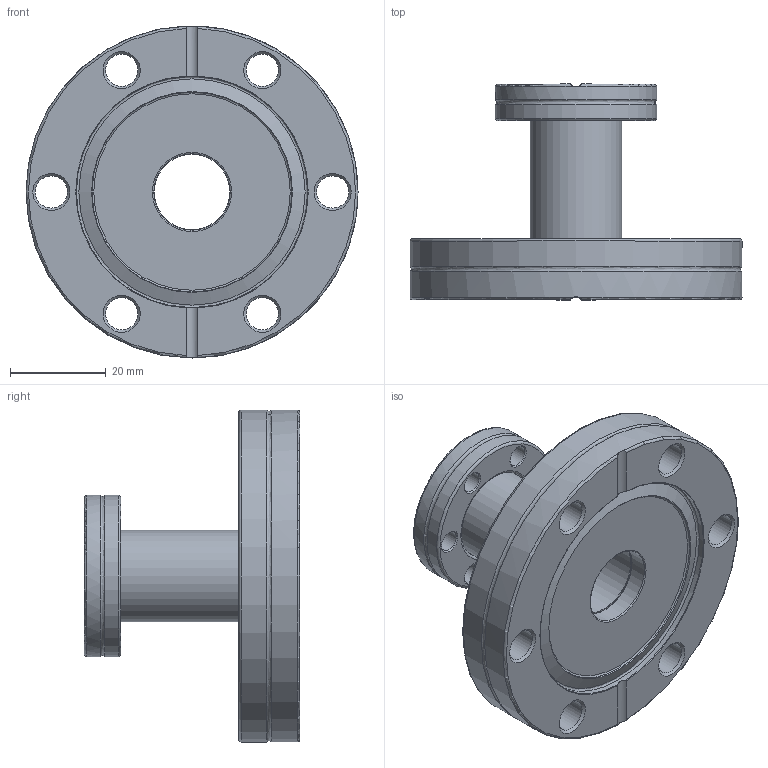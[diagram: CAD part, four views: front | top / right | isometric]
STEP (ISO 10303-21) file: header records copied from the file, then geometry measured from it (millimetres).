
FILE_DESCRIPTION (( 'STEP AP214' ), '1' );
FILE_NAME ('RD1CF4016RFULLVAC.STEP', '2025-04-03T09:00:13', ( '' ), ( '' ), 'SwSTEP 2.0', 'SolidWorks 2017', '' );
FILE_SCHEMA (( 'AUTOMOTIVE_DESIGN' ));
Length unit declared in the file: millimetre
Products named in the file (1): RD1CF4016RFULLVAC
Bounding box: 69.3 x 45 x 69.3 mm (x, y, z)
Volume: 46925.9 mm3; surface area: 18223.1 mm2
Topology: 1 solids, 1 shells, 92 faces, 232 edges, 148 vertices
Faces by surface type: cylinder 28, cone 28, torus 17, plane 12, bspline 7
Full cylindrical faces by diameter (mm): 4.37 x6, 6.73 x6, 15.75 x1, 16 x2, 19.05 x1, 19.41 x1, 21.29 x1, 21.41 x1, 33.7 x2, 48.26 x1, 69.3 x2
Entity records: 3317 total; most frequent: CARTESIAN_POINT 1498, DIRECTION 376, ORIENTED_EDGE 268, EDGE_LOOP 192, AXIS2_PLACEMENT_3D 184, EDGE_CURVE 134, FACE_OUTER_BOUND 132, VERTEX_POINT 118
